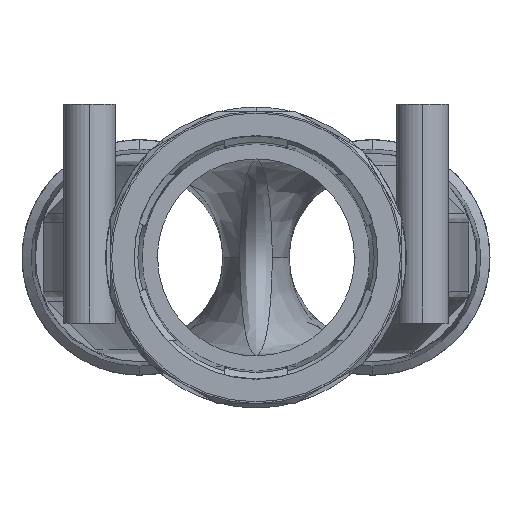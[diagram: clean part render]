
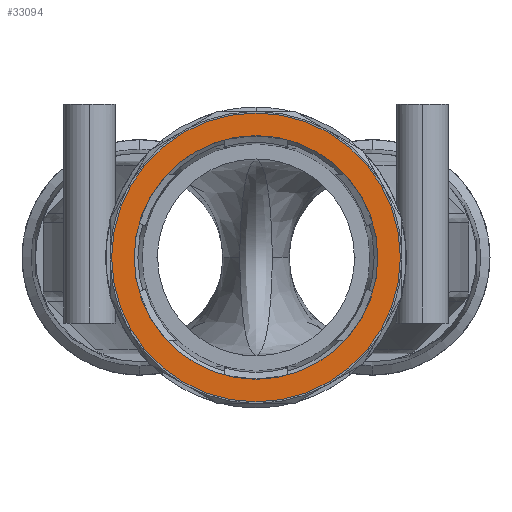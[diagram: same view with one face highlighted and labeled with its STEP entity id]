
A CAD part, front view. The second image highlights one B-rep face of the part: STEP entity #33094.
In plain terms, the highlighted planar face has unit normal (0, -1, 0).
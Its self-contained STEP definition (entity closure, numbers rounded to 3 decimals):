
#14138 = DIRECTION ( 'NONE',  ( -1., 0., 0. ) ) ;
#14139 = DIRECTION ( 'NONE',  ( 0., 1., 0. ) ) ;
#14140 = CARTESIAN_POINT ( 'NONE',  ( 0., -6.227, 0. ) ) ;
#14141 = AXIS2_PLACEMENT_3D ( 'NONE', #14140, #14139, #14138 ) ;
#14142 = CIRCLE ( 'NONE', #14141, 33. ) ;
#14143 = DIRECTION ( 'NONE',  ( -1., 0., 0. ) ) ;
#14144 = DIRECTION ( 'NONE',  ( 0., 1., 0. ) ) ;
#14192 = CARTESIAN_POINT ( 'NONE',  ( 33., -6.227, 0. ) ) ;
#14193 = AXIS2_PLACEMENT_3D ( 'NONE', #14192, #14144, #14143 ) ;
#14194 = PLANE ( 'NONE',  #14193 ) ;
#14195 = FACE_BOUND ( 'NONE', #33066, .T. ) ;
#14196 = FACE_OUTER_BOUND ( 'NONE', #33071, .T. ) ;
#25554 = CARTESIAN_POINT ( 'NONE',  ( 33., -6.227, 0. ) ) ;
#25779 = CARTESIAN_POINT ( 'NONE',  ( -27.85, -6.227, 0. ) ) ;
#25781 = CARTESIAN_POINT ( 'NONE',  ( 27.85, -6.227, 0. ) ) ;
#25783 = DIRECTION ( 'NONE',  ( -1., 0., 0. ) ) ;
#25785 = DIRECTION ( 'NONE',  ( 0., 1., 0. ) ) ;
#25786 = AXIS2_PLACEMENT_3D ( 'NONE', #25798, #25785, #25783 ) ;
#25788 = CIRCLE ( 'NONE', #25786, 27.85 ) ;
#25798 = CARTESIAN_POINT ( 'NONE',  ( 0., -6.227, 0. ) ) ;
#25896 = CARTESIAN_POINT ( 'NONE',  ( -33., -6.227, 0. ) ) ;
#25897 = DIRECTION ( 'NONE',  ( -1., 0., 0. ) ) ;
#25898 = DIRECTION ( 'NONE',  ( 0., 1., 0. ) ) ;
#25899 = CARTESIAN_POINT ( 'NONE',  ( 0., -6.227, 0. ) ) ;
#25900 = AXIS2_PLACEMENT_3D ( 'NONE', #25899, #25898, #25897 ) ;
#25905 = CIRCLE ( 'NONE', #25900, 33. ) ;
#26028 = DIRECTION ( 'NONE',  ( -1., 0., 0. ) ) ;
#26029 = DIRECTION ( 'NONE',  ( 0., 1., 0. ) ) ;
#26030 = CARTESIAN_POINT ( 'NONE',  ( 0., -6.227, 0. ) ) ;
#26031 = AXIS2_PLACEMENT_3D ( 'NONE', #26030, #26029, #26028 ) ;
#26032 = CIRCLE ( 'NONE', #26031, 27.85 ) ;
#31261 = EDGE_CURVE ( 'NONE', #31262, #31263, #25788, .T. ) ;
#31262 = VERTEX_POINT ( 'NONE', #25781 ) ;
#31263 = VERTEX_POINT ( 'NONE', #25779 ) ;
#31348 = VERTEX_POINT ( 'NONE', #25554 ) ;
#31461 = EDGE_CURVE ( 'NONE', #31263, #31262, #26032, .T. ) ;
#31530 = EDGE_CURVE ( 'NONE', #31531, #31348, #25905, .T. ) ;
#31531 = VERTEX_POINT ( 'NONE', #25896 ) ;
#32977 = ORIENTED_EDGE ( 'NONE', *, *, #31261, .T. ) ;
#33065 = ORIENTED_EDGE ( 'NONE', *, *, #33097, .F. ) ;
#33066 = EDGE_LOOP ( 'NONE', ( #33067, #32977 ) ) ;
#33067 = ORIENTED_EDGE ( 'NONE', *, *, #31461, .T. ) ;
#33071 = EDGE_LOOP ( 'NONE', ( #33072, #33065 ) ) ;
#33072 = ORIENTED_EDGE ( 'NONE', *, *, #31530, .F. ) ;
#33094 = ADVANCED_FACE ( 'NONE', ( #14196, #14195 ), #14194, .F. ) ;
#33097 = EDGE_CURVE ( 'NONE', #31348, #31531, #14142, .T. ) ;
